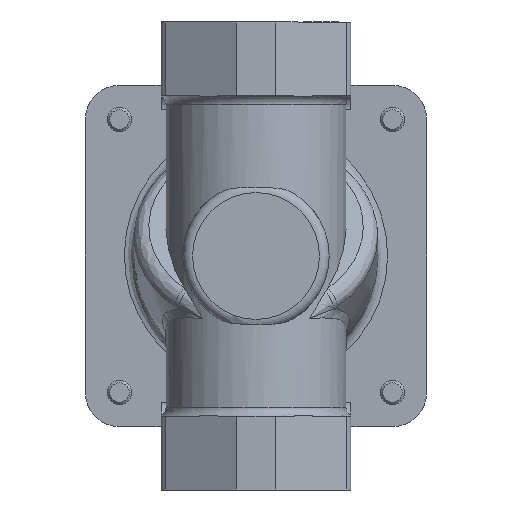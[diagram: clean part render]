
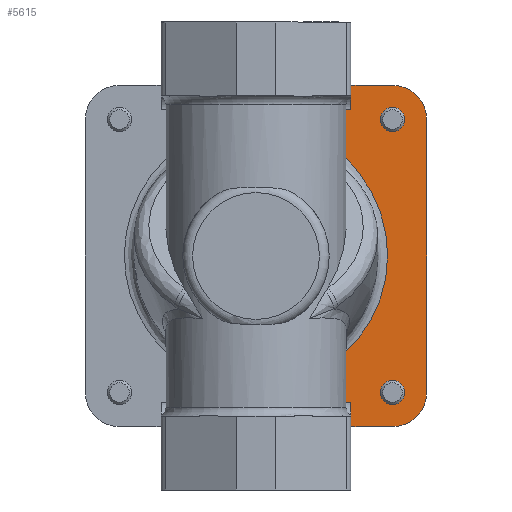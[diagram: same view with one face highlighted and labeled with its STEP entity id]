
A CAD part, front view. The second image highlights one B-rep face of the part: STEP entity #5615.
In plain terms, the highlighted planar face has unit normal (0, -1, 0).
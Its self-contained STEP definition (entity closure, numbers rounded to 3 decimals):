
#149=FACE_BOUND('',#1034,.T.);
#150=FACE_BOUND('',#1035,.T.);
#389=B_SPLINE_CURVE_WITH_KNOTS('',3,(#9918,#9919,#9920,#9921,#9922,#9923,
#9924,#9925,#9926),.UNSPECIFIED.,.F.,.F.,(4,1,1,1,1,1,4),(-6.774,
-5.384,-3.994,-3.299,-2.604,
-2.256,-2.1),.UNSPECIFIED.);
#495=PLANE('',#6034);
#698=FACE_OUTER_BOUND('',#1033,.T.);
#1033=EDGE_LOOP('',(#4093,#4094,#4095,#4096,#4097,#4098,#4099,#4100,#4101,
#4102,#4103,#4104));
#1034=EDGE_LOOP('',(#4105));
#1035=EDGE_LOOP('',(#4106));
#1349=LINE('',#10345,#1668);
#1350=LINE('',#10348,#1669);
#1358=LINE('',#10704,#1677);
#1359=LINE('',#10706,#1678);
#1371=LINE('',#10792,#1690);
#1372=LINE('',#10794,#1691);
#1373=LINE('',#10798,#1692);
#1374=LINE('',#10802,#1693);
#1375=LINE('',#10803,#1694);
#1668=VECTOR('',#6687,10.);
#1669=VECTOR('',#6690,10.);
#1677=VECTOR('',#6758,10.);
#1678=VECTOR('',#6761,10.);
#1690=VECTOR('',#6787,10.);
#1691=VECTOR('',#6788,10.);
#1692=VECTOR('',#6791,10.);
#1693=VECTOR('',#6794,10.);
#1694=VECTOR('',#6795,10.);
#1968=CIRCLE('',#6035,7.);
#1969=CIRCLE('',#6036,7.);
#1970=CIRCLE('',#6037,2.5);
#1971=CIRCLE('',#6038,2.5);
#2314=VERTEX_POINT('',#9915);
#2315=VERTEX_POINT('',#9917);
#2348=VERTEX_POINT('',#10341);
#2349=VERTEX_POINT('',#10347);
#2373=VERTEX_POINT('',#10696);
#2375=VERTEX_POINT('',#10702);
#2388=VERTEX_POINT('',#10791);
#2389=VERTEX_POINT('',#10793);
#2390=VERTEX_POINT('',#10795);
#2391=VERTEX_POINT('',#10797);
#2392=VERTEX_POINT('',#10799);
#2393=VERTEX_POINT('',#10801);
#2394=VERTEX_POINT('',#10804);
#2395=VERTEX_POINT('',#10806);
#2905=EDGE_CURVE('',#2314,#2315,#389,.T.);
#2952=EDGE_CURVE('',#2315,#2348,#1349,.T.);
#2953=EDGE_CURVE('',#2348,#2349,#1350,.T.);
#2995=EDGE_CURVE('',#2375,#2373,#1358,.T.);
#2996=EDGE_CURVE('',#2373,#2314,#1359,.T.);
#3012=EDGE_CURVE('',#2388,#2375,#1371,.T.);
#3013=EDGE_CURVE('',#2388,#2389,#1372,.T.);
#3014=EDGE_CURVE('',#2389,#2390,#1968,.T.);
#3015=EDGE_CURVE('',#2390,#2391,#1373,.T.);
#3016=EDGE_CURVE('',#2391,#2392,#1969,.T.);
#3017=EDGE_CURVE('',#2392,#2393,#1374,.T.);
#3018=EDGE_CURVE('',#2349,#2393,#1375,.T.);
#3019=EDGE_CURVE('',#2394,#2394,#1970,.T.);
#3020=EDGE_CURVE('',#2395,#2395,#1971,.T.);
#4093=ORIENTED_EDGE('',*,*,#2952,.F.);
#4094=ORIENTED_EDGE('',*,*,#2905,.F.);
#4095=ORIENTED_EDGE('',*,*,#2996,.F.);
#4096=ORIENTED_EDGE('',*,*,#2995,.F.);
#4097=ORIENTED_EDGE('',*,*,#3012,.F.);
#4098=ORIENTED_EDGE('',*,*,#3013,.T.);
#4099=ORIENTED_EDGE('',*,*,#3014,.T.);
#4100=ORIENTED_EDGE('',*,*,#3015,.T.);
#4101=ORIENTED_EDGE('',*,*,#3016,.T.);
#4102=ORIENTED_EDGE('',*,*,#3017,.T.);
#4103=ORIENTED_EDGE('',*,*,#3018,.F.);
#4104=ORIENTED_EDGE('',*,*,#2953,.F.);
#4105=ORIENTED_EDGE('',*,*,#3019,.T.);
#4106=ORIENTED_EDGE('',*,*,#3020,.T.);
#5615=ADVANCED_FACE('',(#698,#149,#150),#495,.F.);
#6034=AXIS2_PLACEMENT_3D('',#10790,#6785,#6786);
#6035=AXIS2_PLACEMENT_3D('',#10796,#6789,#6790);
#6036=AXIS2_PLACEMENT_3D('',#10800,#6792,#6793);
#6037=AXIS2_PLACEMENT_3D('',#10805,#6796,#6797);
#6038=AXIS2_PLACEMENT_3D('',#10807,#6798,#6799);
#6687=DIRECTION('',(0.,0.,1.));
#6690=DIRECTION('',(1.,0.,0.));
#6758=DIRECTION('',(-1.,0.,0.));
#6761=DIRECTION('',(0.,0.,1.));
#6785=DIRECTION('center_axis',(0.,1.,0.));
#6786=DIRECTION('ref_axis',(0.,0.,1.));
#6787=DIRECTION('',(0.,0.,1.));
#6788=DIRECTION('',(1.,0.,0.));
#6789=DIRECTION('center_axis',(0.,-1.,0.));
#6790=DIRECTION('ref_axis',(1.,0.,0.));
#6791=DIRECTION('',(0.,0.,1.));
#6792=DIRECTION('center_axis',(0.,-1.,0.));
#6793=DIRECTION('ref_axis',(0.,0.,1.));
#6794=DIRECTION('',(-1.,0.,0.));
#6795=DIRECTION('',(0.,0.,1.));
#6796=DIRECTION('center_axis',(0.,1.,0.));
#6797=DIRECTION('ref_axis',(-1.,0.,0.));
#6798=DIRECTION('center_axis',(0.,1.,0.));
#6799=DIRECTION('ref_axis',(-1.,0.,0.));
#9915=CARTESIAN_POINT('',(17.628,15.308,-68.407));
#9917=CARTESIAN_POINT('',(17.628,15.308,-27.086));
#9918=CARTESIAN_POINT('Ctrl Pts',(17.628,15.308,-68.407));
#9919=CARTESIAN_POINT('Ctrl Pts',(21.137,15.308,-65.38));
#9920=CARTESIAN_POINT('Ctrl Pts',(26.56,15.308,-57.484));
#9921=CARTESIAN_POINT('Ctrl Pts',(27.6,15.308,-45.559));
#9922=CARTESIAN_POINT('Ctrl Pts',(24.87,15.308,-36.624));
#9923=CARTESIAN_POINT('Ctrl Pts',(21.845,15.308,-31.634));
#9924=CARTESIAN_POINT('Ctrl Pts',(19.199,15.308,-28.63));
#9925=CARTESIAN_POINT('Ctrl Pts',(18.005,15.308,-27.448));
#9926=CARTESIAN_POINT('Ctrl Pts',(17.628,15.308,-27.086));
#10341=CARTESIAN_POINT('',(17.628,15.308,-18.));
#10345=CARTESIAN_POINT('',(17.628,15.308,-15.));
#10347=CARTESIAN_POINT('',(19.475,15.308,-18.));
#10348=CARTESIAN_POINT('',(0.,15.308,-18.));
#10696=CARTESIAN_POINT('',(17.628,15.308,-78.));
#10702=CARTESIAN_POINT('',(19.475,15.308,-78.));
#10704=CARTESIAN_POINT('',(0.,15.308,-78.));
#10706=CARTESIAN_POINT('',(17.628,15.308,-15.));
#10790=CARTESIAN_POINT('Origin',(0.,15.308,
-48.));
#10791=CARTESIAN_POINT('',(19.475,15.308,-83.));
#10792=CARTESIAN_POINT('',(19.475,15.308,-64.5));
#10793=CARTESIAN_POINT('',(28.,15.308,-83.));
#10794=CARTESIAN_POINT('',(28.,15.308,-83.));
#10795=CARTESIAN_POINT('',(35.,15.308,-76.));
#10796=CARTESIAN_POINT('Origin',(28.,15.308,-76.));
#10797=CARTESIAN_POINT('',(35.,15.308,-20.));
#10798=CARTESIAN_POINT('',(35.,15.308,-20.));
#10799=CARTESIAN_POINT('',(28.,15.308,-13.));
#10800=CARTESIAN_POINT('Origin',(28.,15.308,-20.));
#10801=CARTESIAN_POINT('',(19.475,15.308,-13.));
#10802=CARTESIAN_POINT('',(-28.,15.308,-13.));
#10803=CARTESIAN_POINT('',(19.475,15.308,-24.));
#10804=CARTESIAN_POINT('',(30.5,15.308,-76.));
#10805=CARTESIAN_POINT('Origin',(28.,15.308,-76.));
#10806=CARTESIAN_POINT('',(30.5,15.308,-20.));
#10807=CARTESIAN_POINT('Origin',(28.,15.308,-20.));
